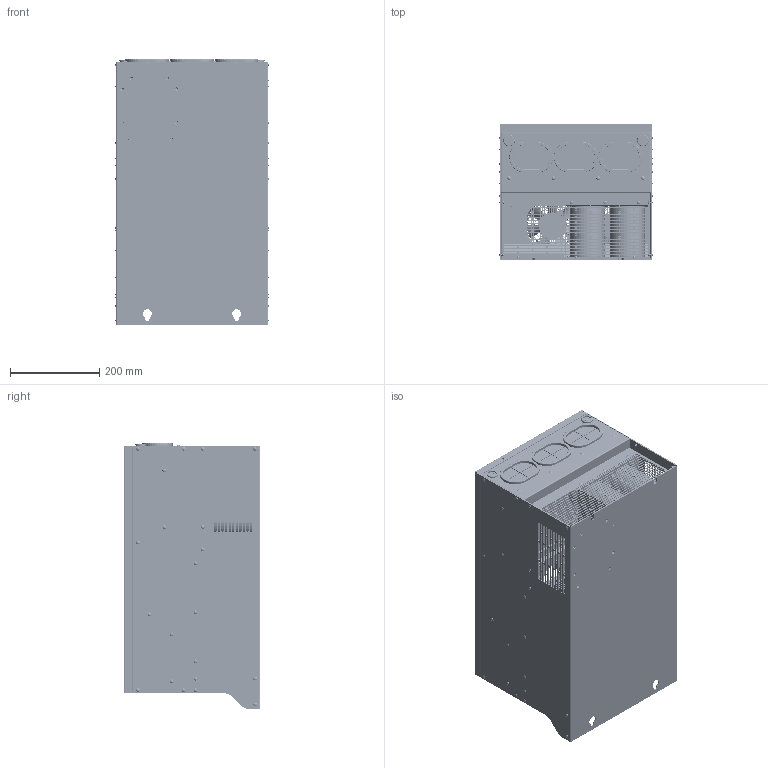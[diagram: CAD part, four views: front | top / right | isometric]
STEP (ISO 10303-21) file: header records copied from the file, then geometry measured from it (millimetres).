
FILE_DESCRIPTION((''),'2;1');
FILE_NAME('SD600-4T-90-110KW','2021-05-06T',('ranqinwen'),(''),'CREO PARAMETRIC BY PTC INC, 2016260','CREO PARAMETRIC BY PTC INC, 2016260','');
FILE_SCHEMA(('AUTOMOTIVE_DESIGN { 1 0 10303 214 1 1 1 1 }'));
Length unit declared in the file: millimetre
Products named in the file (1): SD600-4T-90-110KW
Bounding box: 343.4 x 305 x 595.75 mm (x, y, z)
Surface area: 5847094.9 mm2 (no closed solid volume)
Topology: 0 solids, 216 shells, 10102 faces, 26332 edges, 17126 vertices
Faces by surface type: plane 6058, cylinder 2542, cone 792, torus 332, bspline 254, sphere 124
Entity records: 427014 total; most frequent: CARTESIAN_POINT 62438, DIRECTION 53990, ORIENTED_EDGE 52256, PRESENTATION_STYLE_ASSIGNMENT 30427, STYLED_ITEM 26344, CURVE_STYLE 26128, EDGE_CURVE 26128, AXIS2_PLACEMENT_3D 18174
